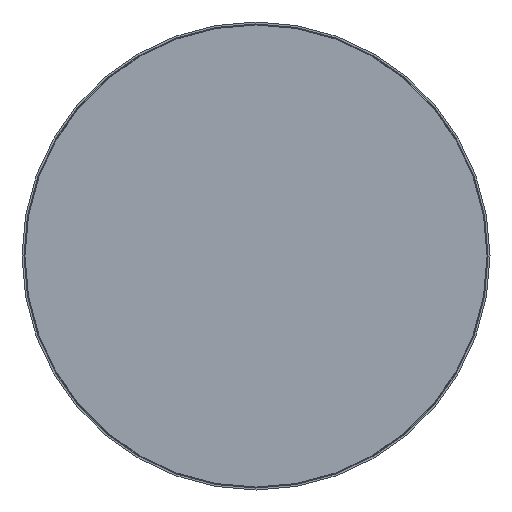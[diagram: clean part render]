
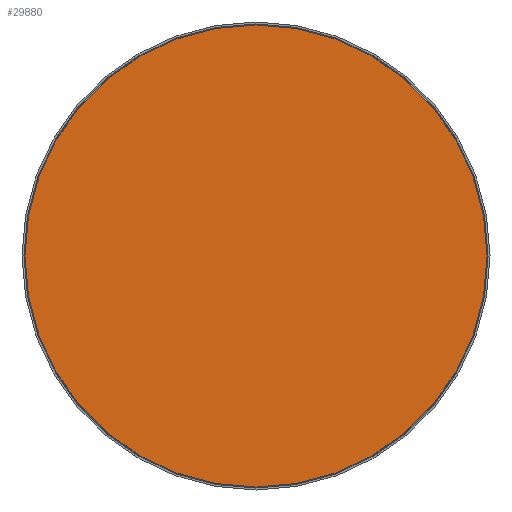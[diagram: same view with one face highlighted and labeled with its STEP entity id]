
A CAD part, front view. The second image highlights one B-rep face of the part: STEP entity #29880.
In plain terms, the highlighted planar face has unit normal (0, -1, 0).
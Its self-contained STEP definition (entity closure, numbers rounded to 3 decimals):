
#6708=FACE_OUTER_BOUND('',#8366,.T.);
#8366=EDGE_LOOP('',(#19833));
#9847=CIRCLE('',#31640,115.7);
#11470=VERTEX_POINT('',#44479);
#14592=EDGE_CURVE('',#11470,#11470,#9847,.T.);
#19833=ORIENTED_EDGE('',*,*,#14592,.F.);
#27275=PLANE('',#31641);
#29880=ADVANCED_FACE('',(#6708),#27275,.F.);
#31640=AXIS2_PLACEMENT_3D('',#44481,#35641,#35642);
#31641=AXIS2_PLACEMENT_3D('',#44482,#35643,#35644);
#35641=DIRECTION('center_axis',(0.,1.,0.));
#35642=DIRECTION('ref_axis',(0.,0.,1.));
#35643=DIRECTION('center_axis',(0.,1.,0.));
#35644=DIRECTION('ref_axis',(0.,0.,1.));
#44479=CARTESIAN_POINT('',(0.,-0.9,-115.7));
#44481=CARTESIAN_POINT('Origin',(0.,-0.9,0.));
#44482=CARTESIAN_POINT('Origin',(0.,-0.9,0.));
